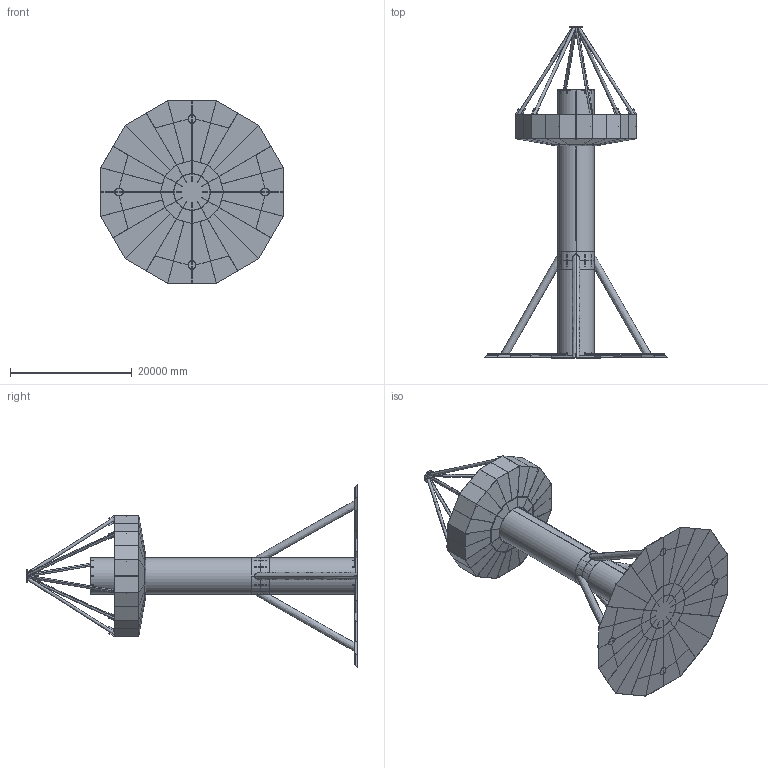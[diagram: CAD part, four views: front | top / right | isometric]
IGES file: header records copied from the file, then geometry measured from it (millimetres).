
Start section: SolidWorks IGES file using analytic representation for surfaces
Global section: file name: RM3 Assembly.IGS; native system: SolidWorks 2021; preprocessor: SolidWorks 2021; author: kmruehl; date: 210909.125150; units: millimetre
Bounding box: 30003.29 x 54549.41 x 30003.29 mm (x, y, z)
Surface area: 8545866461.1 mm2 (no closed solid volume)
Topology: 0 solids, 0 shells, 1852 faces, 15462 edges, 15462 vertices
Faces by surface type: bspline 1750, revolution 102
